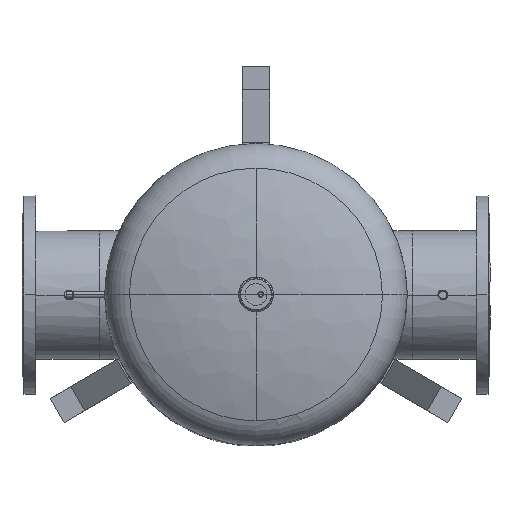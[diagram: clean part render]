
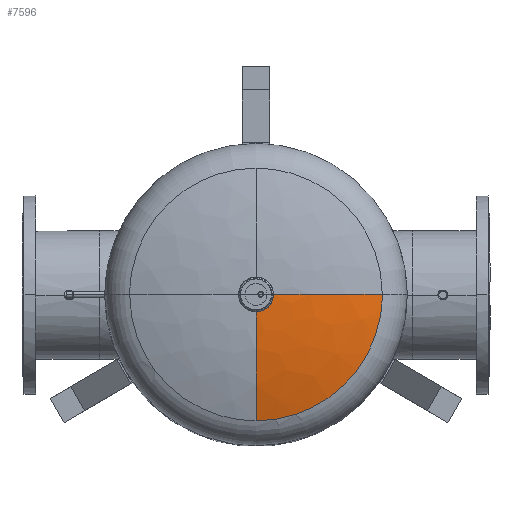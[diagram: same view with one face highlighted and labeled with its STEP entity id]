
A CAD part, top view. The second image highlights one B-rep face of the part: STEP entity #7596.
In plain terms, the highlighted free-form (B-spline) face has degree [2, 2] with [3, 3] control points.
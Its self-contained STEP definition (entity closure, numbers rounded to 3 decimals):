
#7227=CARTESIAN_POINT('Control Point',(0.,-318.458,1817.111)) ;
#7228=CARTESIAN_POINT('Control Point',(3.105,-318.458,1817.111)) ;
#7229=CARTESIAN_POINT('Control Point',(6.167,-318.42,1817.111)) ;
#7230=CARTESIAN_POINT('Control Point',(9.1,-318.346,1817.111)) ;
#7231=CARTESIAN_POINT('Control Point',(14.678,-318.147,1817.111)) ;
#7232=CARTESIAN_POINT('Control Point',(19.766,-317.858,1817.111)) ;
#7233=CARTESIAN_POINT('Control Point',(22.209,-317.695,1817.111)) ;
#7234=CARTESIAN_POINT('Control Point',(27.007,-317.332,1817.112)) ;
#7235=CARTESIAN_POINT('Control Point',(31.844,-316.874,1817.112)) ;
#7236=CARTESIAN_POINT('Control Point',(34.326,-316.617,1817.112)) ;
#7237=CARTESIAN_POINT('Control Point',(39.518,-316.025,1817.112)) ;
#7238=CARTESIAN_POINT('Control Point',(45.205,-315.252,1817.111)) ;
#7239=CARTESIAN_POINT('Control Point',(48.181,-314.814,1817.111)) ;
#7240=CARTESIAN_POINT('Control Point',(54.491,-313.802,1817.111)) ;
#7241=CARTESIAN_POINT('Control Point',(60.774,-312.631,1817.111)) ;
#7242=CARTESIAN_POINT('Control Point',(64.796,-311.845,1817.111)) ;
#7243=CARTESIAN_POINT('Control Point',(73.607,-309.916,1817.111)) ;
#7244=CARTESIAN_POINT('Control Point',(82.345,-307.676,1817.111)) ;
#7245=CARTESIAN_POINT('Control Point',(86.29,-306.569,1817.112)) ;
#7246=CARTESIAN_POINT('Control Point',(92.67,-304.72,1817.112)) ;
#7247=CARTESIAN_POINT('Control Point',(98.998,-302.706,1817.112)) ;
#7248=CARTESIAN_POINT('Control Point',(101.971,-301.711,1817.111)) ;
#7249=CARTESIAN_POINT('Control Point',(107.344,-299.848,1817.111)) ;
#7250=CARTESIAN_POINT('Control Point',(111.694,-298.24,1817.111)) ;
#7251=CARTESIAN_POINT('Control Point',(113.645,-297.499,1817.111)) ;
#7252=CARTESIAN_POINT('Control Point',(117.318,-296.077,1817.111)) ;
#7253=CARTESIAN_POINT('Control Point',(120.968,-294.598,1817.111)) ;
#7254=CARTESIAN_POINT('Control Point',(122.896,-293.801,1817.111)) ;
#7255=CARTESIAN_POINT('Control Point',(127.168,-291.994,1817.111)) ;
#7256=CARTESIAN_POINT('Control Point',(132.358,-289.671,1817.111)) ;
#7257=CARTESIAN_POINT('Control Point',(135.206,-288.36,1817.111)) ;
#7258=CARTESIAN_POINT('Control Point',(141.647,-285.277,1817.112)) ;
#7259=CARTESIAN_POINT('Control Point',(147.999,-282.015,1817.112)) ;
#7260=CARTESIAN_POINT('Control Point',(151.13,-280.341,1817.112)) ;
#7261=CARTESIAN_POINT('Control Point',(156.861,-277.186,1817.112)) ;
#7262=CARTESIAN_POINT('Control Point',(161.649,-274.399,1817.111)) ;
#7263=CARTESIAN_POINT('Control Point',(163.837,-273.095,1817.111)) ;
#7264=CARTESIAN_POINT('Control Point',(168.,-270.566,1817.111)) ;
#7265=CARTESIAN_POINT('Control Point',(172.114,-267.957,1817.111)) ;
#7266=CARTESIAN_POINT('Control Point',(174.253,-266.575,1817.111)) ;
#7267=CARTESIAN_POINT('Control Point',(178.874,-263.519,1817.111)) ;
#7268=CARTESIAN_POINT('Control Point',(184.243,-259.781,1817.111)) ;
#7269=CARTESIAN_POINT('Control Point',(187.132,-257.717,1817.111)) ;
#7270=CARTESIAN_POINT('Control Point',(192.86,-253.479,1817.111)) ;
#7271=CARTESIAN_POINT('Control Point',(198.468,-249.082,1817.112)) ;
#7272=CARTESIAN_POINT('Control Point',(201.006,-247.035,1817.112)) ;
#7273=CARTESIAN_POINT('Control Point',(205.856,-243.025,1817.112)) ;
#7274=CARTESIAN_POINT('Control Point',(210.298,-239.17,1817.111)) ;
#7275=CARTESIAN_POINT('Control Point',(212.428,-237.279,1817.111)) ;
#7276=CARTESIAN_POINT('Control Point',(216.579,-233.513,1817.111)) ;
#7277=CARTESIAN_POINT('Control Point',(220.647,-229.656,1817.111)) ;
#7278=CARTESIAN_POINT('Control Point',(222.693,-227.674,1817.111)) ;
#7279=CARTESIAN_POINT('Control Point',(226.871,-223.535,1817.111)) ;
#7280=CARTESIAN_POINT('Control Point',(231.234,-219.,1817.111)) ;
#7281=CARTESIAN_POINT('Control Point',(233.466,-216.623,1817.111)) ;
#7282=CARTESIAN_POINT('Control Point',(241.624,-207.689,1817.112)) ;
#7283=CARTESIAN_POINT('Control Point',(249.352,-198.374,1817.112)) ;
#7284=CARTESIAN_POINT('Control Point',(254.706,-191.452,1817.112)) ;
#7285=CARTESIAN_POINT('Control Point',(266.972,-174.418,1817.111)) ;
#7286=CARTESIAN_POINT('Control Point',(277.798,-156.421,1817.111)) ;
#7287=CARTESIAN_POINT('Control Point',(283.604,-145.631,1817.111)) ;
#7288=CARTESIAN_POINT('Control Point',(291.465,-129.176,1817.111)) ;
#7289=CARTESIAN_POINT('Control Point',(298.121,-112.214,1817.112)) ;
#7290=CARTESIAN_POINT('Control Point',(300.038,-106.936,1817.112)) ;
#7291=CARTESIAN_POINT('Control Point',(303.551,-96.659,1817.113)) ;
#7292=CARTESIAN_POINT('Control Point',(306.625,-86.241,1817.113)) ;
#7293=CARTESIAN_POINT('Control Point',(308.112,-80.826,1817.113)) ;
#7294=CARTESIAN_POINT('Control Point',(312.901,-61.476,1817.112)) ;
#7295=CARTESIAN_POINT('Control Point',(316.175,-41.788,1817.109)) ;
#7296=CARTESIAN_POINT('Control Point',(317.709,-27.897,1817.106)) ;
#7297=CARTESIAN_POINT('Control Point',(318.475,-13.949,1817.106)) ;
#7298=CARTESIAN_POINT('Control Point',(318.458,0.,1817.111)) ;
#7299=CARTESIAN_POINT('Vertex',(0.,-318.458,1817.111)) ;
#7301=CARTESIAN_POINT('Vertex',(318.458,0.,1817.111)) ;
#7562=CARTESIAN_POINT('Control Point',(44.,0.,1860.)) ;
#7563=CARTESIAN_POINT('Control Point',(44.,-44.,1860.)) ;
#7564=CARTESIAN_POINT('Control Point',(0.,-44.,1860.)) ;
#7565=CARTESIAN_POINT('Control Point',(184.593,0.,1860.)) ;
#7566=CARTESIAN_POINT('Control Point',(184.593,-184.593,1860.)) ;
#7567=CARTESIAN_POINT('Control Point',(0.,-184.593,1860.)) ;
#7568=CARTESIAN_POINT('Control Point',(318.483,0.,1817.103)) ;
#7569=CARTESIAN_POINT('Control Point',(318.483,-318.483,1817.103)) ;
#7570=CARTESIAN_POINT('Control Point',(0.,-318.483,1817.103)) ;
#7572=CARTESIAN_POINT('Control Point',(44.,0.,1860.)) ;
#7573=CARTESIAN_POINT('Control Point',(184.58,0.,1860.)) ;
#7574=CARTESIAN_POINT('Control Point',(318.458,0.,1817.111)) ;
#7575=CARTESIAN_POINT('Vertex',(44.,0.,1860.)) ;
#7579=CARTESIAN_POINT('Control Point',(44.,0.,1860.)) ;
#7580=CARTESIAN_POINT('Control Point',(44.,-44.,1860.)) ;
#7581=CARTESIAN_POINT('Control Point',(0.,-44.,1860.)) ;
#7582=CARTESIAN_POINT('Vertex',(0.,-44.,1860.)) ;
#7586=CARTESIAN_POINT('Control Point',(0.,-44.,1860.)) ;
#7587=CARTESIAN_POINT('Control Point',(0.,-184.58,1860.)) ;
#7588=CARTESIAN_POINT('Control Point',(0.,-318.458,1817.111)) ;
#7303=EDGE_CURVE('',#7300,#7302,#7226,.T.) ;
#7577=EDGE_CURVE('',#7576,#7302,#7571,.T.) ;
#7584=EDGE_CURVE('',#7583,#7576,#7578,.F.) ;
#7589=EDGE_CURVE('',#7300,#7583,#7585,.F.) ;
#7591=ORIENTED_EDGE('',*,*,#7303,.T.) ;
#7592=ORIENTED_EDGE('',*,*,#7577,.F.) ;
#7593=ORIENTED_EDGE('',*,*,#7584,.F.) ;
#7594=ORIENTED_EDGE('',*,*,#7589,.F.) ;
#7590=EDGE_LOOP('',(#7591,#7592,#7593,#7594)) ;
#7300=VERTEX_POINT('',#7299) ;
#7302=VERTEX_POINT('',#7301) ;
#7576=VERTEX_POINT('',#7575) ;
#7583=VERTEX_POINT('',#7582) ;
#7596=ADVANCED_FACE('PartBody',(#7595),#7561,.F.) ;
#7226=B_SPLINE_CURVE_WITH_KNOTS('',5,(#7227,#7228,#7229,#7230,#7231,#7232,#7233,#7234,#7235,#7236,#7237,#7238,#7239,#7240,#7241,#7242,#7243,#7244,#7245,#7246,#7247,#7248,#7249,#7250,#7251,#7252,#7253,#7254,#7255,#7256,#7257,#7258,#7259,#7260,#7261,#7262,#7263,#7264,#7265,#7266,#7267,#7268,#7269,#7270,#7271,#7272,#7273,#7274,#7275,#7276,#7277,#7278,#7279,#7280,#7281,#7282,#7283,#7284,#7285,#7286,#7287,#7288,#7289,#7290,#7291,#7292,#7293,#7294,#7295,#7296,#7297,#7298),.UNSPECIFIED.,.F.,.U.,(6,3,3,3,3,3,3,3,3,3,3,3,3,3,3,3,3,3,3,3,3,3,3,6),(728.361,749.492,770.623,791.753,812.884,835.075,857.266,880.095,902.923,925.752,948.58,974.154,999.728,1025.302,1050.876,1073.604,1096.331,1119.059,1141.787,1201.062,1283.998,1324.548,1365.098,1459.647),.UNSPECIFIED.) ;
#7595=FACE_OUTER_BOUND('',#7590,.T.) ;
#7571=(BOUNDED_CURVE()B_SPLINE_CURVE(2,(#7572,#7573,#7574),.UNSPECIFIED.,.F.,.U.)B_SPLINE_CURVE_WITH_KNOTS((3,3),(-1.571,324.301),.UNSPECIFIED.)CURVE()GEOMETRIC_REPRESENTATION_ITEM()RATIONAL_B_SPLINE_CURVE((1.,0.988,1.))REPRESENTATION_ITEM('')) ;
#7578=(BOUNDED_CURVE()B_SPLINE_CURVE(2,(#7579,#7580,#7581),.UNSPECIFIED.,.F.,.U.)B_SPLINE_CURVE_WITH_KNOTS((3,3),(-3.142,361.576),.UNSPECIFIED.)CURVE()GEOMETRIC_REPRESENTATION_ITEM()RATIONAL_B_SPLINE_CURVE((1.,0.707,1.))REPRESENTATION_ITEM('')) ;
#7585=(BOUNDED_CURVE()B_SPLINE_CURVE(2,(#7586,#7587,#7588),.UNSPECIFIED.,.F.,.U.)B_SPLINE_CURVE_WITH_KNOTS((3,3),(-1.571,324.301),.UNSPECIFIED.)CURVE()GEOMETRIC_REPRESENTATION_ITEM()RATIONAL_B_SPLINE_CURVE((1.,0.988,1.))REPRESENTATION_ITEM('')) ;
#7561=(BOUNDED_SURFACE()B_SPLINE_SURFACE(2,2,((#7562,#7563,#7564),(#7565,#7566,#7567),(#7568,#7569,#7570)),.UNSPECIFIED.,.F.,.F.,.U.)B_SPLINE_SURFACE_WITH_KNOTS((3,3),(3,3),(-1.571,324.332),(-3.142,361.576),.UNSPECIFIED.)GEOMETRIC_REPRESENTATION_ITEM()RATIONAL_B_SPLINE_SURFACE(((1.,0.707,1.),(0.988,0.699,0.988),(1.,0.707,1.)))REPRESENTATION_ITEM('Rational BSpline Surface')SURFACE()) ;
